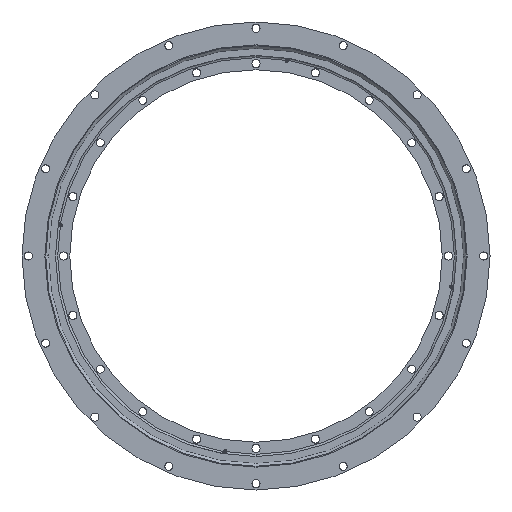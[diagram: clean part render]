
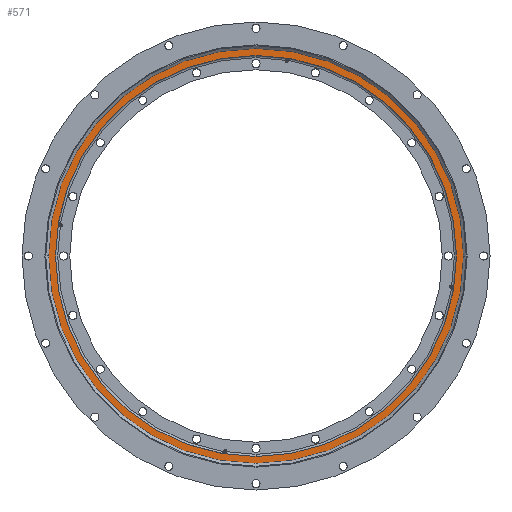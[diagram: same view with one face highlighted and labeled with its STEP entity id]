
A CAD part, front view. The second image highlights one B-rep face of the part: STEP entity #571.
In plain terms, the highlighted planar face has unit normal (0, -1, 0).
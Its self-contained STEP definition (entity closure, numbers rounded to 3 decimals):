
#70 = CARTESIAN_POINT ( 'NONE',  ( 0., -18., 449. ) ) ;
#571 = ADVANCED_FACE ( 'NONE', ( #1056, #4934 ), #6618, .F. ) ;
#576 = CIRCLE ( 'NONE', #1118, 468.25 ) ;
#963 = DIRECTION ( 'NONE',  ( 0., 0., 1. ) ) ;
#1056 = FACE_BOUND ( 'NONE', #3751, .T. ) ;
#1118 = AXIS2_PLACEMENT_3D ( 'NONE', #3744, #3427, #2311 ) ;
#1677 = CARTESIAN_POINT ( 'NONE',  ( 0., -18., 0. ) ) ;
#1740 = EDGE_CURVE ( 'NONE', #6733, #3937, #5642, .T. ) ;
#2310 = EDGE_CURVE ( 'NONE', #3937, #6733, #3443, .T. ) ;
#2311 = DIRECTION ( 'NONE',  ( 0., 0., 1. ) ) ;
#2437 = DIRECTION ( 'NONE',  ( 0., 0., 1. ) ) ;
#2671 = AXIS2_PLACEMENT_3D ( 'NONE', #8197, #5881, #2437 ) ;
#2892 = DIRECTION ( 'NONE',  ( 0., 1., 0. ) ) ;
#3427 = DIRECTION ( 'NONE',  ( 0., 1., 0. ) ) ;
#3443 = CIRCLE ( 'NONE', #2671, 449. ) ;
#3744 = CARTESIAN_POINT ( 'NONE',  ( 0., -18., 0. ) ) ;
#3751 = EDGE_LOOP ( 'NONE', ( #6993, #8793 ) ) ;
#3937 = VERTEX_POINT ( 'NONE', #70 ) ;
#4528 = EDGE_CURVE ( 'NONE', #6491, #6701, #576, .T. ) ;
#4713 = ORIENTED_EDGE ( 'NONE', *, *, #9542, .F. ) ;
#4934 = FACE_OUTER_BOUND ( 'NONE', #8799, .T. ) ;
#5395 = CARTESIAN_POINT ( 'NONE',  ( 0., -18., -449. ) ) ;
#5642 = CIRCLE ( 'NONE', #7705, 449. ) ;
#5881 = DIRECTION ( 'NONE',  ( 0., 1., 0. ) ) ;
#5890 = DIRECTION ( 'NONE',  ( 0., 0., 1. ) ) ;
#6174 = DIRECTION ( 'NONE',  ( 0., 0., 1. ) ) ;
#6491 = VERTEX_POINT ( 'NONE', #9964 ) ;
#6618 = PLANE ( 'NONE',  #8179 ) ;
#6701 = VERTEX_POINT ( 'NONE', #10383 ) ;
#6733 = VERTEX_POINT ( 'NONE', #5395 ) ;
#6993 = ORIENTED_EDGE ( 'NONE', *, *, #2310, .T. ) ;
#7378 = DIRECTION ( 'NONE',  ( 0., 1., 0. ) ) ;
#7440 = CIRCLE ( 'NONE', #9311, 468.25 ) ;
#7705 = AXIS2_PLACEMENT_3D ( 'NONE', #1677, #10250, #5890 ) ;
#7833 = CARTESIAN_POINT ( 'NONE',  ( 0., -18., 0. ) ) ;
#8179 = AXIS2_PLACEMENT_3D ( 'NONE', #9994, #7378, #963 ) ;
#8197 = CARTESIAN_POINT ( 'NONE',  ( 0., -18., 0. ) ) ;
#8293 = ORIENTED_EDGE ( 'NONE', *, *, #4528, .F. ) ;
#8793 = ORIENTED_EDGE ( 'NONE', *, *, #1740, .T. ) ;
#8799 = EDGE_LOOP ( 'NONE', ( #4713, #8293 ) ) ;
#9311 = AXIS2_PLACEMENT_3D ( 'NONE', #7833, #2892, #6174 ) ;
#9542 = EDGE_CURVE ( 'NONE', #6701, #6491, #7440, .T. ) ;
#9964 = CARTESIAN_POINT ( 'NONE',  ( 0., -18., -468.25 ) ) ;
#9994 = CARTESIAN_POINT ( 'NONE',  ( 0., -18., 417. ) ) ;
#10250 = DIRECTION ( 'NONE',  ( 0., 1., 0. ) ) ;
#10383 = CARTESIAN_POINT ( 'NONE',  ( 0., -18., 468.25 ) ) ;
